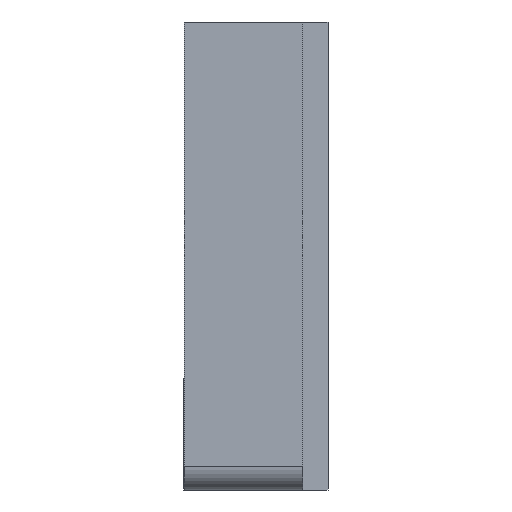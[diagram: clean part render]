
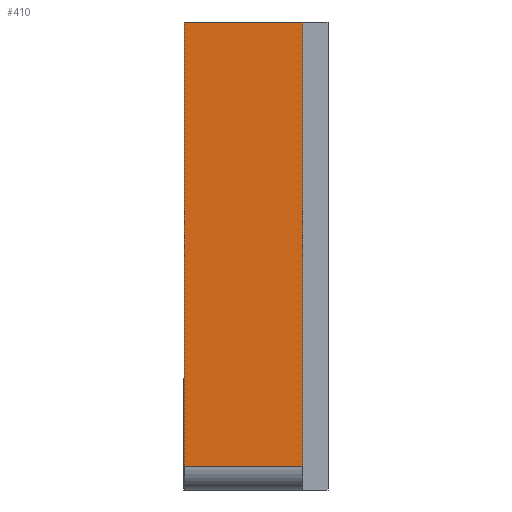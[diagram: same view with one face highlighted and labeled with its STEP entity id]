
A CAD part, left-side view. The second image highlights one B-rep face of the part: STEP entity #410.
In plain terms, the highlighted planar face has unit normal (-1, 0, 0).
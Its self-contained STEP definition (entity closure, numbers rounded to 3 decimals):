
#48 = DIRECTION ( 'NONE',  ( 0., -1., 0. ) ) ;
#140 = LINE ( 'NONE', #1335, #557 ) ;
#151 = CARTESIAN_POINT ( 'NONE',  ( -16.185, 2.1, 39. ) ) ;
#244 = EDGE_LOOP ( 'NONE', ( #275, #1406, #1359, #625 ) ) ;
#246 = CARTESIAN_POINT ( 'NONE',  ( -16.185, 2.1, 39. ) ) ;
#260 = EDGE_CURVE ( 'NONE', #787, #1813, #469, .T. ) ;
#275 = ORIENTED_EDGE ( 'NONE', *, *, #260, .T. ) ;
#282 = EDGE_CURVE ( 'NONE', #1813, #1367, #506, .T. ) ;
#344 = AXIS2_PLACEMENT_3D ( 'NONE', #1393, #663, #815 ) ;
#366 = FACE_OUTER_BOUND ( 'NONE', #244, .T. ) ;
#410 = ADVANCED_FACE ( 'NONE', ( #366 ), #1679, .F. ) ;
#437 = VECTOR ( 'NONE', #1776, 1000. ) ;
#441 = DIRECTION ( 'NONE',  ( 0., 0., -1. ) ) ;
#449 = LINE ( 'NONE', #151, #964 ) ;
#469 = LINE ( 'NONE', #1510, #1230 ) ;
#506 = LINE ( 'NONE', #939, #437 ) ;
#557 = VECTOR ( 'NONE', #48, 1000. ) ;
#625 = ORIENTED_EDGE ( 'NONE', *, *, #1552, .F. ) ;
#663 = DIRECTION ( 'NONE',  ( 1., 0., 0. ) ) ;
#787 = VERTEX_POINT ( 'NONE', #1394 ) ;
#815 = DIRECTION ( 'NONE',  ( 0., 0., -1. ) ) ;
#939 = CARTESIAN_POINT ( 'NONE',  ( -16.185, 12., 2. ) ) ;
#964 = VECTOR ( 'NONE', #441, 1000. ) ;
#1000 = VERTEX_POINT ( 'NONE', #246 ) ;
#1087 = CARTESIAN_POINT ( 'NONE',  ( -16.185, 2.1, 2. ) ) ;
#1093 = EDGE_CURVE ( 'NONE', #1000, #1367, #449, .T. ) ;
#1230 = VECTOR ( 'NONE', #1479, 1000. ) ;
#1335 = CARTESIAN_POINT ( 'NONE',  ( -16.185, 12., 39. ) ) ;
#1359 = ORIENTED_EDGE ( 'NONE', *, *, #1093, .F. ) ;
#1367 = VERTEX_POINT ( 'NONE', #1087 ) ;
#1393 = CARTESIAN_POINT ( 'NONE',  ( -16.185, 12., 39. ) ) ;
#1394 = CARTESIAN_POINT ( 'NONE',  ( -16.185, 12., 39. ) ) ;
#1406 = ORIENTED_EDGE ( 'NONE', *, *, #282, .T. ) ;
#1479 = DIRECTION ( 'NONE',  ( 0., 0., -1. ) ) ;
#1510 = CARTESIAN_POINT ( 'NONE',  ( -16.185, 12., 39. ) ) ;
#1552 = EDGE_CURVE ( 'NONE', #787, #1000, #140, .T. ) ;
#1642 = CARTESIAN_POINT ( 'NONE',  ( -16.185, 12., 2. ) ) ;
#1679 = PLANE ( 'NONE',  #344 ) ;
#1776 = DIRECTION ( 'NONE',  ( 0., -1., 0. ) ) ;
#1813 = VERTEX_POINT ( 'NONE', #1642 ) ;
